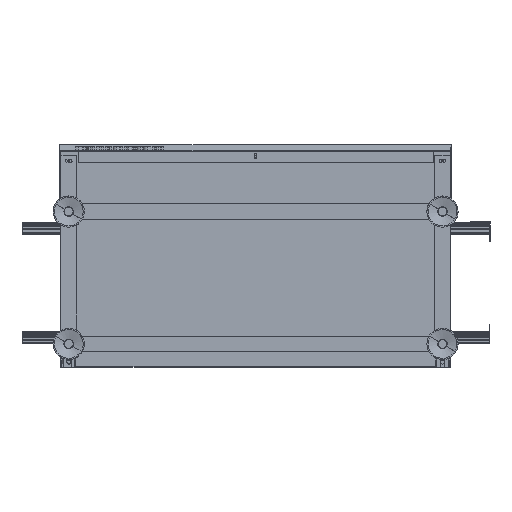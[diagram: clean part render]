
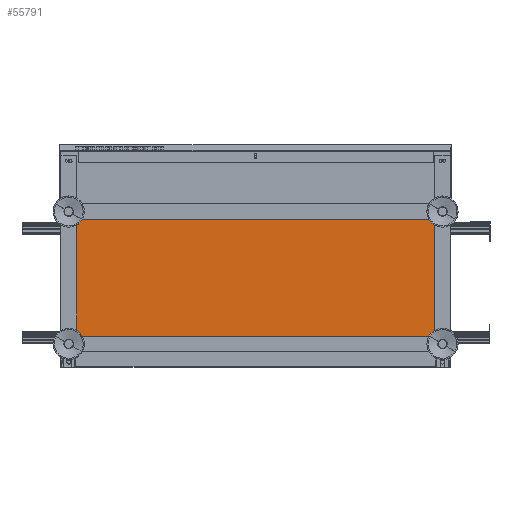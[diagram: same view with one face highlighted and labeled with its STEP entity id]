
A CAD part, front view. The second image highlights one B-rep face of the part: STEP entity #55791.
In plain terms, the highlighted planar face has unit normal (0, -1, 0).
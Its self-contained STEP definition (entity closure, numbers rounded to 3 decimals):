
#7166 = ORIENTED_EDGE ( 'NONE', *, *, #59825, .F. ) ;
#10170 = CARTESIAN_POINT ( 'NONE',  ( 389.247, -189.129, -233.903 ) ) ;
#10216 = ORIENTED_EDGE ( 'NONE', *, *, #56330, .F. ) ;
#11325 = VERTEX_POINT ( 'NONE', #18556 ) ;
#11850 = ORIENTED_EDGE ( 'NONE', *, *, #28297, .F. ) ;
#13264 = CARTESIAN_POINT ( 'NONE',  ( -530.753, -189.129, 17.83 ) ) ;
#15129 = CARTESIAN_POINT ( 'NONE',  ( 82.58, -189.129, 143.697 ) ) ;
#15649 = CARTESIAN_POINT ( 'NONE',  ( 389.247, -189.129, 143.697 ) ) ;
#16080 = B_SPLINE_CURVE_WITH_KNOTS ( 'NONE', 3,
 ( #10170, #70262, #58048, #16456 ),
 .UNSPECIFIED., .F., .F.,
 ( 4, 4 ),
 ( -1., 0. ),
 .UNSPECIFIED. ) ;
#16262 = CARTESIAN_POINT ( 'NONE',  ( -530.753, -189.129, 143.697 ) ) ;
#16456 = CARTESIAN_POINT ( 'NONE',  ( -530.753, -189.129, -233.903 ) ) ;
#17416 = VERTEX_POINT ( 'NONE', #60337 ) ;
#18556 = CARTESIAN_POINT ( 'NONE',  ( -530.753, -189.129, 143.697 ) ) ;
#22264 = CARTESIAN_POINT ( 'NONE',  ( 389.247, -189.129, -233.903 ) ) ;
#22827 = PLANE ( 'NONE',  #31563 ) ;
#24233 = CARTESIAN_POINT ( 'NONE',  ( -530.753, -189.129, 143.697 ) ) ;
#25221 = EDGE_LOOP ( 'NONE', ( #56049, #10216, #11850, #7166 ) ) ;
#25228 = B_SPLINE_CURVE_WITH_KNOTS ( 'NONE', 3,
 ( #15649, #70592, #76097, #22264 ),
 .UNSPECIFIED., .F., .F.,
 ( 4, 4 ),
 ( -1., 0. ),
 .UNSPECIFIED. ) ;
#28297 = EDGE_CURVE ( 'NONE', #11325, #64880, #48558, .T. ) ;
#31563 = AXIS2_PLACEMENT_3D ( 'NONE', #40131, #52245, #41271 ) ;
#32051 = CARTESIAN_POINT ( 'NONE',  ( -530.753, -189.129, -108.036 ) ) ;
#38620 = EDGE_CURVE ( 'NONE', #71988, #17416, #16080, .T. ) ;
#39745 = FACE_OUTER_BOUND ( 'NONE', #25221, .T. ) ;
#40131 = CARTESIAN_POINT ( 'NONE',  ( -912.853, -189.129, -235.103 ) ) ;
#41271 = DIRECTION ( 'NONE',  ( 1., 0., 0. ) ) ;
#43072 = CARTESIAN_POINT ( 'NONE',  ( -530.753, -189.129, -233.903 ) ) ;
#48558 = B_SPLINE_CURVE_WITH_KNOTS ( 'NONE', 3,
 ( #16262, #58238, #15129, #64559 ),
 .UNSPECIFIED., .F., .F.,
 ( 4, 4 ),
 ( -1., 0. ),
 .UNSPECIFIED. ) ;
#51147 = CARTESIAN_POINT ( 'NONE',  ( 389.247, -189.129, -233.903 ) ) ;
#51960 = B_SPLINE_CURVE_WITH_KNOTS ( 'NONE', 3,
 ( #43072, #32051, #13264, #24233 ),
 .UNSPECIFIED., .F., .F.,
 ( 4, 4 ),
 ( -1., 0. ),
 .UNSPECIFIED. ) ;
#52245 = DIRECTION ( 'NONE',  ( 0., 1., 0. ) ) ;
#55791 = ADVANCED_FACE ( 'NONE', ( #39745 ), #22827, .F. ) ;
#56049 = ORIENTED_EDGE ( 'NONE', *, *, #38620, .F. ) ;
#56330 = EDGE_CURVE ( 'NONE', #64880, #71988, #25228, .T. ) ;
#58048 = CARTESIAN_POINT ( 'NONE',  ( -224.087, -189.129, -233.903 ) ) ;
#58238 = CARTESIAN_POINT ( 'NONE',  ( -224.087, -189.129, 143.697 ) ) ;
#59825 = EDGE_CURVE ( 'NONE', #17416, #11325, #51960, .T. ) ;
#60337 = CARTESIAN_POINT ( 'NONE',  ( -530.753, -189.129, -233.903 ) ) ;
#64559 = CARTESIAN_POINT ( 'NONE',  ( 389.247, -189.129, 143.697 ) ) ;
#64880 = VERTEX_POINT ( 'NONE', #72573 ) ;
#70262 = CARTESIAN_POINT ( 'NONE',  ( 82.58, -189.129, -233.903 ) ) ;
#70592 = CARTESIAN_POINT ( 'NONE',  ( 389.247, -189.129, 17.83 ) ) ;
#71988 = VERTEX_POINT ( 'NONE', #51147 ) ;
#72573 = CARTESIAN_POINT ( 'NONE',  ( 389.247, -189.129, 143.697 ) ) ;
#76097 = CARTESIAN_POINT ( 'NONE',  ( 389.247, -189.129, -108.036 ) ) ;
